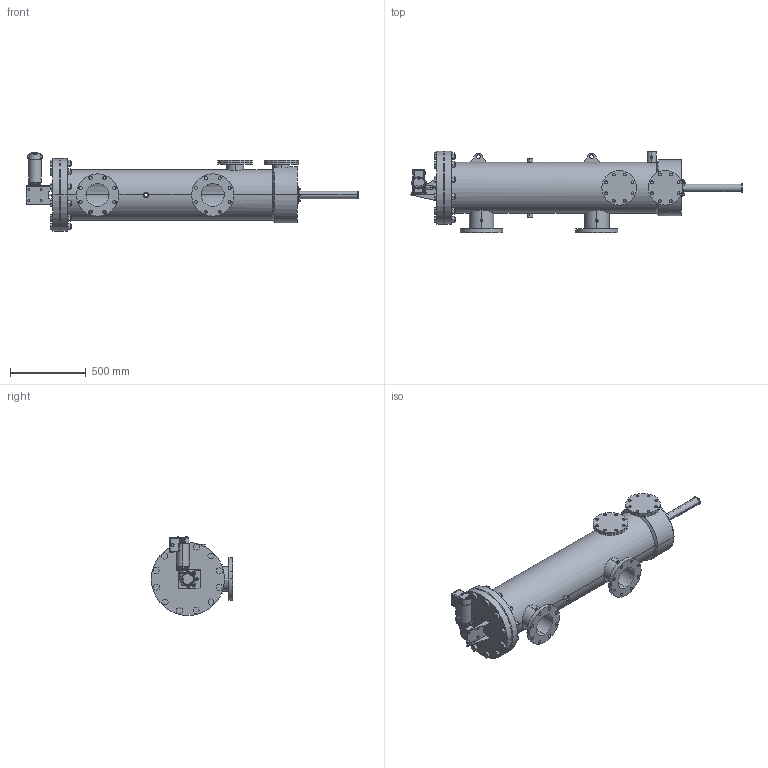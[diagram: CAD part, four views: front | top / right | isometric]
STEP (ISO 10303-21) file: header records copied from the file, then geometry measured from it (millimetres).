
FILE_DESCRIPTION (( 'STEP AP203' ), '1' );
FILE_NAME ('B6-180-FRP-LP.STEP', '2020-09-17T09:51:35', ( '' ), ( '' ), 'SwSTEP 2.0', 'SolidWorks 2018', '' );
FILE_SCHEMA (( 'CONFIG_CONTROL_DESIGN' ));
Length unit declared in the file: millimetre
Products named in the file (8): Washdown mounting bracket; Washdown drive shaft; simp2; Motor assem; B6-FRP-180 for LP; reduced size motor; simp; B6-180-FRP-LP
Assembly tree (13 placements, depth 3):
  B6-180-FRP-LP
    B6-FRP-180 for LP
    Motor assem
      Washdown drive shaft
      Washdown mounting bracket
      reduced size motor
      simp  x4
      simp2  x4
Bounding box: 2194.24 x 536.7 x 521.82 mm (x, y, z)
Volume: 29465408.3 mm3; surface area: 5897015.6 mm2
Topology: 57 solids, 57 shells, 1406 faces, 3589 edges, 2342 vertices
Faces by surface type: plane 754, cylinder 517, bspline 58, torus 48, cone 25, sphere 4
Entity records: 48207 total; most frequent: CARTESIAN_POINT 15138, ORIENTED_EDGE 6698, DIRECTION 6508, EDGE_CURVE 3349, AXIS2_PLACEMENT_3D 2282, VERTEX_POINT 2186, LINE 1944, VECTOR 1944
